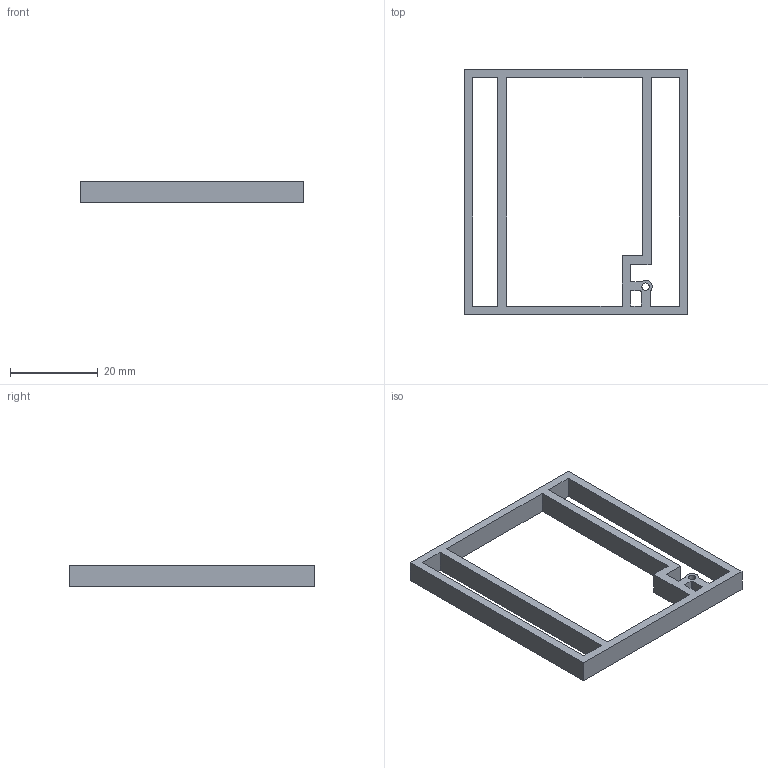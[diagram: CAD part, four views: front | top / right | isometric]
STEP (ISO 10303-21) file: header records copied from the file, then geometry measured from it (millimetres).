
FILE_DESCRIPTION(('FreeCAD Model'),'2;1');
FILE_NAME('Open CASCADE Shape Model','2023-12-17T21:15:03',(''),(''), 'Open CASCADE STEP processor 7.6','FreeCAD','Unknown');
FILE_SCHEMA(('AUTOMOTIVE_DESIGN { 1 0 10303 214 1 1 1 1 }'));
Length unit declared in the file: millimetre
Products named in the file (1): Corps
Bounding box: 51 x 56 x 5 mm (x, y, z)
Volume: 3218.9 mm3; surface area: 4479.9 mm2
Topology: 1 solids, 1 shells, 34 faces, 99 edges, 66 vertices
Faces by surface type: plane 31, cylinder 3
Full cylindrical faces by diameter (mm): 1.7 x1
Entity records: 1155 total; most frequent: CARTESIAN_POINT 200, ORIENTED_EDGE 198, DIRECTION 179, EDGE_CURVE 99, LINE 89, VECTOR 89, VERTEX_POINT 66, AXIS2_PLACEMENT_3D 45
